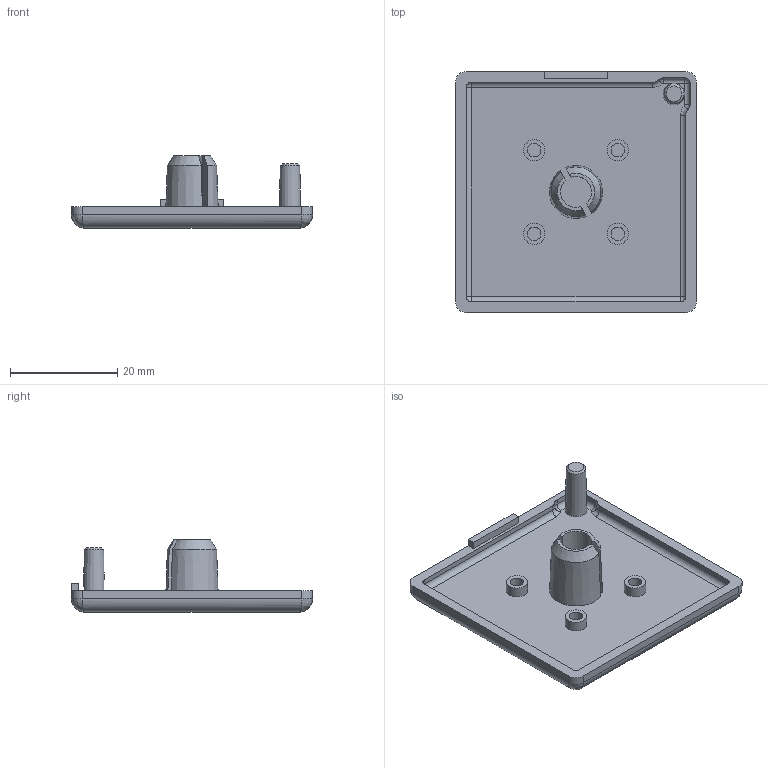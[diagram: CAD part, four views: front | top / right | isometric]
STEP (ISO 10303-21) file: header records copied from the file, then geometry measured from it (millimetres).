
FILE_DESCRIPTION(/* description */ (''),/* implementation_level */ '2;1');
FILE_NAME(/* name */ '224545B.stp',/* time_stamp */ '2022-10-04T09:02:26+02:00',/* author */ ('aluteckkpl_am'),/* organization */ (''),/* preprocessor_version */ 'ST-DEVELOPER v18.1',/* originating_system */ 'Autodesk Inventor 2021',/* authorisation */ '');
FILE_SCHEMA (('CONFIG_CONTROL_DESIGN'));
Length unit declared in the file: millimetre
Products named in the file (2): 224545B-ZP; 224545B
Assembly tree (1 placements, depth 2):
  224545B-ZP
    224545B
Bounding box: 45 x 45 x 13.5 mm (x, y, z)
Volume: 5146.4 mm3; surface area: 5676.2 mm2
Topology: 1 solids, 1 shells, 83 faces, 184 edges, 106 vertices
Faces by surface type: plane 33, cylinder 32, cone 6, bspline 6, sphere 4, torus 2
Full cylindrical faces by diameter (mm): 2.5 x4, 4 x4
Entity records: 2389 total; most frequent: CARTESIAN_POINT 516, DIRECTION 408, ORIENTED_EDGE 352, EDGE_CURVE 176, AXIS2_PLACEMENT_3D 160, VERTEX_POINT 106, EDGE_LOOP 94, LINE 88
